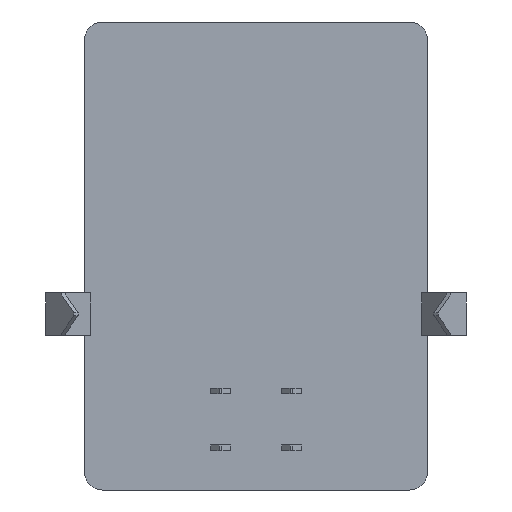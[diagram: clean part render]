
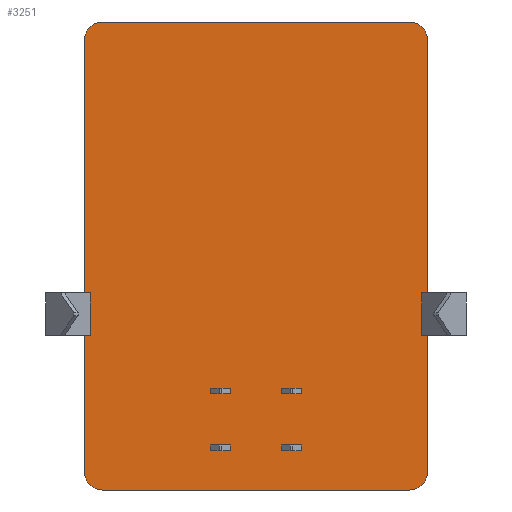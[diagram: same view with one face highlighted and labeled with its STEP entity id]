
A CAD part, front view. The second image highlights one B-rep face of the part: STEP entity #3251.
In plain terms, the highlighted planar face has unit normal (0, -1, 0).
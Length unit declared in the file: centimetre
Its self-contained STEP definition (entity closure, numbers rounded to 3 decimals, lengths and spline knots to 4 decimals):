
#185=CARTESIAN_POINT('',(-0.585,0.,-0.955));
#186=VERTEX_POINT('',#185);
#193=CARTESIAN_POINT('',(-0.605,0.,-0.955));
#194=VERTEX_POINT('',#193);
#195=CARTESIAN_POINT('',(-12345.3337,0.,-0.955));
#196=DIRECTION('',(1.,0.,0.));
#197=VECTOR('',#196,24690.);
#198=LINE('',#195,#197);
#199=EDGE_CURVE('',#194,#186,#198,.T.);
#392=CARTESIAN_POINT('',(0.605,0.,-0.955));
#393=VERTEX_POINT('',#392);
#400=CARTESIAN_POINT('',(0.585,0.,-0.955));
#401=VERTEX_POINT('',#400);
#402=CARTESIAN_POINT('',(-12344.6663,0.,-0.955));
#403=DIRECTION('',(1.,0.,-0.));
#404=VECTOR('',#403,24690.);
#405=LINE('',#402,#404);
#406=EDGE_CURVE('',#401,#393,#405,.T.);
#503=CARTESIAN_POINT('',(-0.16,0.,-1.511));
#504=VERTEX_POINT('',#503);
#511=CARTESIAN_POINT('',(-0.09,0.,-1.511));
#512=VERTEX_POINT('',#511);
#513=CARTESIAN_POINT('',(12344.9375,0.,-1.511));
#514=DIRECTION('',(-1.,0.,-0.));
#515=VECTOR('',#514,24690.);
#516=LINE('',#513,#515);
#517=EDGE_CURVE('',#512,#504,#516,.T.);
#638=CARTESIAN_POINT('',(-0.16,0.,-1.311));
#639=VERTEX_POINT('',#638);
#646=CARTESIAN_POINT('',(-0.09,0.,-1.311));
#647=VERTEX_POINT('',#646);
#648=CARTESIAN_POINT('',(12344.9375,0.,-1.311));
#649=DIRECTION('',(-1.,0.,-0.));
#650=VECTOR('',#649,24690.);
#651=LINE('',#648,#650);
#652=EDGE_CURVE('',#647,#639,#651,.T.);
#773=CARTESIAN_POINT('',(0.09,0.,-1.511));
#774=VERTEX_POINT('',#773);
#781=CARTESIAN_POINT('',(0.16,0.,-1.511));
#782=VERTEX_POINT('',#781);
#783=CARTESIAN_POINT('',(12345.0625,0.,-1.511));
#784=DIRECTION('',(-1.,0.,-0.));
#785=VECTOR('',#784,24690.);
#786=LINE('',#783,#785);
#787=EDGE_CURVE('',#782,#774,#786,.T.);
#908=CARTESIAN_POINT('',(0.09,0.,-1.311));
#909=VERTEX_POINT('',#908);
#916=CARTESIAN_POINT('',(0.16,0.,-1.311));
#917=VERTEX_POINT('',#916);
#918=CARTESIAN_POINT('',(12345.0625,0.,-1.311));
#919=DIRECTION('',(-1.,0.,-0.));
#920=VECTOR('',#919,24690.);
#921=LINE('',#918,#920);
#922=EDGE_CURVE('',#917,#909,#921,.T.);
#1263=CARTESIAN_POINT('',(0.54,0.,0.));
#1264=VERTEX_POINT('',#1263);
#1279=CARTESIAN_POINT('',(-0.54,0.,0.));
#1280=VERTEX_POINT('',#1279);
#1287=CARTESIAN_POINT('',(-12345.605,0.,0.));
#1288=DIRECTION('',(1.,0.,-0.));
#1289=VECTOR('',#1288,24690.);
#1290=LINE('',#1287,#1289);
#1291=EDGE_CURVE('',#1280,#1264,#1290,.T.);
#2236=CARTESIAN_POINT('',(0.605,0.,-0.065));
#2237=VERTEX_POINT('',#2236);
#2238=CARTESIAN_POINT('',(0.54,0.,-0.065));
#2239=DIRECTION('',(-0.,1.,0.));
#2240=DIRECTION('',(0.707,0.,0.707));
#2241=AXIS2_PLACEMENT_3D('',#2238,#2239,#2240);
#2242=CIRCLE('',#2241,0.065);
#2243=EDGE_CURVE('',#1264,#2237,#2242,.T.);
#2318=CARTESIAN_POINT('',(0.605,0.,-1.585));
#2319=VERTEX_POINT('',#2318);
#2320=CARTESIAN_POINT('',(0.54,0.,-1.65));
#2321=VERTEX_POINT('',#2320);
#2322=CARTESIAN_POINT('',(0.54,0.,-1.585));
#2323=DIRECTION('',(0.,1.,0.));
#2324=DIRECTION('',(0.707,0.,-0.707));
#2325=AXIS2_PLACEMENT_3D('',#2322,#2323,#2324);
#2326=CIRCLE('',#2325,0.065);
#2327=EDGE_CURVE('',#2319,#2321,#2326,.T.);
#2383=CARTESIAN_POINT('',(-0.605,0.,-0.065));
#2384=VERTEX_POINT('',#2383);
#2385=CARTESIAN_POINT('',(-0.54,0.,-0.065));
#2386=DIRECTION('',(0.,1.,-0.));
#2387=DIRECTION('',(-0.707,0.,0.707));
#2388=AXIS2_PLACEMENT_3D('',#2385,#2386,#2387);
#2389=CIRCLE('',#2388,0.065);
#2390=EDGE_CURVE('',#2384,#1280,#2389,.T.);
#2504=CARTESIAN_POINT('',(-0.54,0.,-1.65));
#2505=VERTEX_POINT('',#2504);
#2506=CARTESIAN_POINT('',(-0.605,0.,-1.585));
#2507=VERTEX_POINT('',#2506);
#2508=CARTESIAN_POINT('',(-0.54,0.,-1.585));
#2509=DIRECTION('',(0.,1.,0.));
#2510=DIRECTION('',(-0.707,0.,-0.707));
#2511=AXIS2_PLACEMENT_3D('',#2508,#2509,#2510);
#2512=CIRCLE('',#2511,0.065);
#2513=EDGE_CURVE('',#2505,#2507,#2512,.T.);
#2539=CARTESIAN_POINT('',(-0.605,0.,-1.105));
#2540=VERTEX_POINT('',#2539);
#2541=CARTESIAN_POINT('',(-0.605,0.,12345.));
#2542=DIRECTION('',(0.,0.,-1.));
#2543=VECTOR('',#2542,24690.);
#2544=LINE('',#2541,#2543);
#2545=EDGE_CURVE('',#2540,#2507,#2544,.T.);
#2562=CARTESIAN_POINT('',(-0.605,0.,12345.));
#2563=DIRECTION('',(0.,0.,-1.));
#2564=VECTOR('',#2563,24690.);
#2565=LINE('',#2562,#2564);
#2566=EDGE_CURVE('',#2384,#194,#2565,.T.);
#2597=CARTESIAN_POINT('',(-0.585,0.,-1.105));
#2598=VERTEX_POINT('',#2597);
#2605=CARTESIAN_POINT('',(-0.585,0.,12344.4475));
#2606=DIRECTION('',(0.,0.,-1.));
#2607=VECTOR('',#2606,24690.);
#2608=LINE('',#2605,#2607);
#2609=EDGE_CURVE('',#186,#2598,#2608,.T.);
#2732=CARTESIAN_POINT('',(12344.6663,0.,-1.105));
#2733=DIRECTION('',(-1.,0.,-0.));
#2734=VECTOR('',#2733,24690.);
#2735=LINE('',#2732,#2734);
#2736=EDGE_CURVE('',#2598,#2540,#2735,.T.);
#2873=CARTESIAN_POINT('',(0.585,0.,-1.105));
#2874=VERTEX_POINT('',#2873);
#2875=CARTESIAN_POINT('',(0.585,0.,-12345.5525));
#2876=DIRECTION('',(0.,0.,1.));
#2877=VECTOR('',#2876,24690.);
#2878=LINE('',#2875,#2877);
#2879=EDGE_CURVE('',#2874,#401,#2878,.T.);
#2901=CARTESIAN_POINT('',(0.605,0.,-1.105));
#2902=VERTEX_POINT('',#2901);
#2903=CARTESIAN_POINT('',(12345.3337,0.,-1.105));
#2904=DIRECTION('',(-1.,0.,0.));
#2905=VECTOR('',#2904,24690.);
#2906=LINE('',#2903,#2905);
#2907=EDGE_CURVE('',#2902,#2874,#2906,.T.);
#2927=CARTESIAN_POINT('',(0.16,0.,-1.291));
#2928=VERTEX_POINT('',#2927);
#2935=CARTESIAN_POINT('',(0.09,0.,-1.291));
#2936=VERTEX_POINT('',#2935);
#2937=CARTESIAN_POINT('',(-12344.9375,0.,-1.291));
#2938=DIRECTION('',(1.,0.,-0.));
#2939=VECTOR('',#2938,24690.);
#2940=LINE('',#2937,#2939);
#2941=EDGE_CURVE('',#2936,#2928,#2940,.T.);
#2961=CARTESIAN_POINT('',(0.16,0.,12344.3495));
#2962=DIRECTION('',(-0.,-0.,-1.));
#2963=VECTOR('',#2962,24690.);
#2964=LINE('',#2961,#2963);
#2965=EDGE_CURVE('',#2928,#917,#2964,.T.);
#2978=CARTESIAN_POINT('',(0.09,0.,-12345.6505));
#2979=DIRECTION('',(0.,0.,1.));
#2980=VECTOR('',#2979,24690.);
#2981=LINE('',#2978,#2980);
#2982=EDGE_CURVE('',#909,#2936,#2981,.T.);
#2994=CARTESIAN_POINT('',(0.16,0.,-1.491));
#2995=VERTEX_POINT('',#2994);
#3002=CARTESIAN_POINT('',(0.09,0.,-1.491));
#3003=VERTEX_POINT('',#3002);
#3004=CARTESIAN_POINT('',(-12344.9375,0.,-1.491));
#3005=DIRECTION('',(1.,0.,-0.));
#3006=VECTOR('',#3005,24690.);
#3007=LINE('',#3004,#3006);
#3008=EDGE_CURVE('',#3003,#2995,#3007,.T.);
#3028=CARTESIAN_POINT('',(0.16,0.,12344.2495));
#3029=DIRECTION('',(-0.,-0.,-1.));
#3030=VECTOR('',#3029,24690.);
#3031=LINE('',#3028,#3030);
#3032=EDGE_CURVE('',#2995,#782,#3031,.T.);
#3045=CARTESIAN_POINT('',(0.09,0.,-12345.7505));
#3046=DIRECTION('',(0.,0.,1.));
#3047=VECTOR('',#3046,24690.);
#3048=LINE('',#3045,#3047);
#3049=EDGE_CURVE('',#774,#3003,#3048,.T.);
#3061=CARTESIAN_POINT('',(-0.09,0.,-1.491));
#3062=VERTEX_POINT('',#3061);
#3069=CARTESIAN_POINT('',(-0.16,0.,-1.491));
#3070=VERTEX_POINT('',#3069);
#3071=CARTESIAN_POINT('',(-12345.0625,0.,-1.491));
#3072=DIRECTION('',(1.,0.,-0.));
#3073=VECTOR('',#3072,24690.);
#3074=LINE('',#3071,#3073);
#3075=EDGE_CURVE('',#3070,#3062,#3074,.T.);
#3095=CARTESIAN_POINT('',(-0.09,0.,12344.2495));
#3096=DIRECTION('',(-0.,-0.,-1.));
#3097=VECTOR('',#3096,24690.);
#3098=LINE('',#3095,#3097);
#3099=EDGE_CURVE('',#3062,#512,#3098,.T.);
#3112=CARTESIAN_POINT('',(-0.16,0.,-12345.7505));
#3113=DIRECTION('',(0.,0.,1.));
#3114=VECTOR('',#3113,24690.);
#3115=LINE('',#3112,#3114);
#3116=EDGE_CURVE('',#504,#3070,#3115,.T.);
#3128=CARTESIAN_POINT('',(-0.09,0.,-1.291));
#3129=VERTEX_POINT('',#3128);
#3136=CARTESIAN_POINT('',(-0.16,0.,-1.291));
#3137=VERTEX_POINT('',#3136);
#3138=CARTESIAN_POINT('',(-12345.0625,0.,-1.291));
#3139=DIRECTION('',(1.,0.,-0.));
#3140=VECTOR('',#3139,24690.);
#3141=LINE('',#3138,#3140);
#3142=EDGE_CURVE('',#3137,#3129,#3141,.T.);
#3162=CARTESIAN_POINT('',(-0.09,0.,12344.3495));
#3163=DIRECTION('',(0.,-0.,-1.));
#3164=VECTOR('',#3163,24690.);
#3165=LINE('',#3162,#3164);
#3166=EDGE_CURVE('',#3129,#647,#3165,.T.);
#3179=CARTESIAN_POINT('',(-0.16,0.,-12345.6505));
#3180=DIRECTION('',(0.,0.,1.));
#3181=VECTOR('',#3180,24690.);
#3182=LINE('',#3179,#3181);
#3183=EDGE_CURVE('',#639,#3137,#3182,.T.);
#3189=CARTESIAN_POINT('',(0.,0.,0.));
#3190=DIRECTION('',(0.,-1.,0.));
#3191=DIRECTION('',(-1.,0.,0.));
#3192=AXIS2_PLACEMENT_3D('',#3189,#3190,#3191);
#3193=PLANE('',#3192);
#3194=ORIENTED_EDGE('',*,*,#2243,.F.);
#3195=ORIENTED_EDGE('',*,*,#1291,.F.);
#3196=ORIENTED_EDGE('',*,*,#2390,.F.);
#3197=ORIENTED_EDGE('',*,*,#2566,.T.);
#3198=ORIENTED_EDGE('',*,*,#199,.T.);
#3199=ORIENTED_EDGE('',*,*,#2609,.T.);
#3200=ORIENTED_EDGE('',*,*,#2736,.T.);
#3201=ORIENTED_EDGE('',*,*,#2545,.T.);
#3202=ORIENTED_EDGE('',*,*,#2513,.F.);
#3203=CARTESIAN_POINT('',(-12345.605,0.,-1.65));
#3204=DIRECTION('',(1.,0.,-0.));
#3205=VECTOR('',#3204,24690.);
#3206=LINE('',#3203,#3205);
#3207=EDGE_CURVE('',#2505,#2321,#3206,.T.);
#3208=ORIENTED_EDGE('',*,*,#3207,.T.);
#3209=ORIENTED_EDGE('',*,*,#2327,.F.);
#3210=CARTESIAN_POINT('',(0.605,0.,12345.));
#3211=DIRECTION('',(0.,0.,-1.));
#3212=VECTOR('',#3211,24690.);
#3213=LINE('',#3210,#3212);
#3214=EDGE_CURVE('',#2902,#2319,#3213,.T.);
#3215=ORIENTED_EDGE('',*,*,#3214,.F.);
#3216=ORIENTED_EDGE('',*,*,#2907,.T.);
#3217=ORIENTED_EDGE('',*,*,#2879,.T.);
#3218=ORIENTED_EDGE('',*,*,#406,.T.);
#3219=CARTESIAN_POINT('',(0.605,0.,12345.));
#3220=DIRECTION('',(0.,0.,-1.));
#3221=VECTOR('',#3220,24690.);
#3222=LINE('',#3219,#3221);
#3223=EDGE_CURVE('',#2237,#393,#3222,.T.);
#3224=ORIENTED_EDGE('',*,*,#3223,.F.);
#3225=EDGE_LOOP('',(#3194,#3195,#3196,#3197,#3198,#3199,#3200,#3201,#3202,#3208,#3209,#3215,#3216,#3217,#3218,#3224));
#3226=FACE_BOUND('',#3225,.T.);
#3227=ORIENTED_EDGE('',*,*,#3142,.T.);
#3228=ORIENTED_EDGE('',*,*,#3166,.T.);
#3229=ORIENTED_EDGE('',*,*,#652,.T.);
#3230=ORIENTED_EDGE('',*,*,#3183,.T.);
#3231=EDGE_LOOP('',(#3227,#3228,#3229,#3230));
#3232=FACE_BOUND('',#3231,.T.);
#3233=ORIENTED_EDGE('',*,*,#3075,.T.);
#3234=ORIENTED_EDGE('',*,*,#3099,.T.);
#3235=ORIENTED_EDGE('',*,*,#517,.T.);
#3236=ORIENTED_EDGE('',*,*,#3116,.T.);
#3237=EDGE_LOOP('',(#3233,#3234,#3235,#3236));
#3238=FACE_BOUND('',#3237,.T.);
#3239=ORIENTED_EDGE('',*,*,#3008,.T.);
#3240=ORIENTED_EDGE('',*,*,#3032,.T.);
#3241=ORIENTED_EDGE('',*,*,#787,.T.);
#3242=ORIENTED_EDGE('',*,*,#3049,.T.);
#3243=EDGE_LOOP('',(#3239,#3240,#3241,#3242));
#3244=FACE_BOUND('',#3243,.T.);
#3245=ORIENTED_EDGE('',*,*,#2941,.T.);
#3246=ORIENTED_EDGE('',*,*,#2965,.T.);
#3247=ORIENTED_EDGE('',*,*,#922,.T.);
#3248=ORIENTED_EDGE('',*,*,#2982,.T.);
#3249=EDGE_LOOP('',(#3245,#3246,#3247,#3248));
#3250=FACE_BOUND('',#3249,.T.);
#3251=ADVANCED_FACE('',(#3226,#3232,#3238,#3244,#3250),#3193,.T.);
